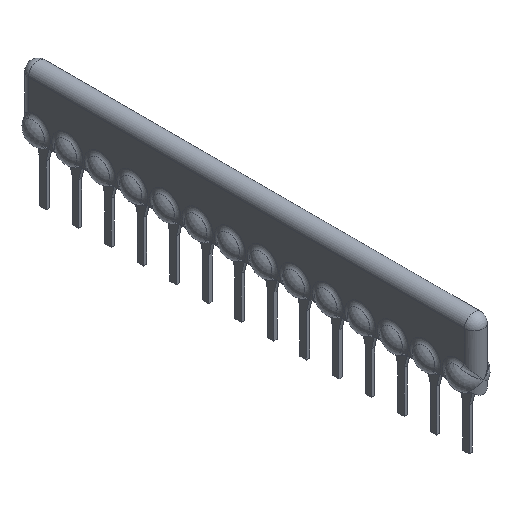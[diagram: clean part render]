
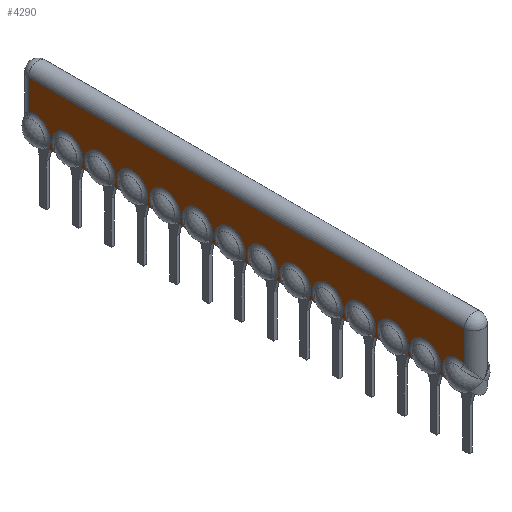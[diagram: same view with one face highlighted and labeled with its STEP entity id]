
A CAD part, isometric view. The second image highlights one B-rep face of the part: STEP entity #4290.
In plain terms, the highlighted planar face has unit normal (-1, 0, 0).
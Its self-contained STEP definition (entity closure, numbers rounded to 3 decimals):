
#435=CARTESIAN_POINT('',(-0.75,0.75,
1.112));
#597=DIRECTION('',(0.,1.,0.));
#598=VECTOR('',#597,0.409);
#599=CARTESIAN_POINT('',(-0.75,4.851,-0.589));
#600=LINE('',#599,#598);
#601=DIRECTION('',(0.,1.,0.));
#602=VECTOR('',#601,0.409);
#603=CARTESIAN_POINT('',(-0.75,7.391,-0.589));
#604=LINE('',#603,#602);
#605=DIRECTION('',(0.,1.,0.));
#606=VECTOR('',#605,0.409);
#607=CARTESIAN_POINT('',(-0.75,9.931,-0.589));
#608=LINE('',#607,#606);
#609=DIRECTION('',(0.,1.,0.));
#610=VECTOR('',#609,0.409);
#611=CARTESIAN_POINT('',(-0.75,12.471,-0.589));
#612=LINE('',#611,#610);
#613=DIRECTION('',(0.,1.,0.));
#614=VECTOR('',#613,0.409);
#615=CARTESIAN_POINT('',(-0.75,15.011,-0.589));
#616=LINE('',#615,#614);
#617=DIRECTION('',(0.,1.,0.));
#618=VECTOR('',#617,0.409);
#619=CARTESIAN_POINT('',(-0.75,17.551,-0.589));
#620=LINE('',#619,#618);
#621=DIRECTION('',(0.,1.,0.));
#622=VECTOR('',#621,0.409);
#623=CARTESIAN_POINT('',(-0.75,20.091,-0.589));
#624=LINE('',#623,#622);
#625=DIRECTION('',(0.,1.,0.));
#626=VECTOR('',#625,0.409);
#627=CARTESIAN_POINT('',(-0.75,22.631,-0.589));
#628=LINE('',#627,#626);
#629=DIRECTION('',(0.,1.,0.));
#630=VECTOR('',#629,0.409);
#631=CARTESIAN_POINT('',(-0.75,25.171,-0.589));
#632=LINE('',#631,#630);
#633=DIRECTION('',(0.,1.,0.));
#634=VECTOR('',#633,0.409);
#635=CARTESIAN_POINT('',(-0.75,27.711,-0.589));
#636=LINE('',#635,#634);
#637=DIRECTION('',(0.,1.,0.));
#638=VECTOR('',#637,0.409);
#639=CARTESIAN_POINT('',(-0.75,30.251,-0.589));
#640=LINE('',#639,#638);
#641=DIRECTION('',(0.,1.,0.));
#642=VECTOR('',#641,0.409);
#643=CARTESIAN_POINT('',(-0.75,32.791,-0.589));
#644=LINE('',#643,#642);
#645=CARTESIAN_POINT('',(-0.75,34.265,0.));
#646=DIRECTION('',(1.,0.,0.));
#647=DIRECTION('',(0.,0.407,0.914));
#648=AXIS2_PLACEMENT_3D('',#645,#646,#647);
#650=DIRECTION('',(0.,0.,1.));
#651=VECTOR('',#650,2.353);
#652=CARTESIAN_POINT('',(-0.75,34.76,1.112));
#653=LINE('',#652,#651);
#654=DIRECTION('',(0.,0.,-1.));
#655=VECTOR('',#654,2.353);
#656=CARTESIAN_POINT('',(-0.75,0.75,3.465));
#657=LINE('',#656,#655);
#658=CARTESIAN_POINT('',(-0.75,1.245,0.));
#659=DIRECTION('',(1.,0.,0.));
#660=DIRECTION('',(0.,0.875,-0.484));
#661=AXIS2_PLACEMENT_3D('',#658,#659,#660);
#663=DIRECTION('',(0.,1.,0.));
#664=VECTOR('',#663,0.409);
#665=CARTESIAN_POINT('',(-0.75,2.311,-0.589));
#666=LINE('',#665,#664);
#667=CARTESIAN_POINT('',(-0.75,3.785,0.));
#668=DIRECTION('',(1.,0.,0.));
#669=DIRECTION('',(0.,0.875,-0.484));
#670=AXIS2_PLACEMENT_3D('',#667,#668,#669);
#799=CARTESIAN_POINT('',(-0.75,6.325,0.));
#800=DIRECTION('',(1.,0.,0.));
#801=DIRECTION('',(0.,0.875,-0.484));
#802=AXIS2_PLACEMENT_3D('',#799,#800,#801);
#965=CARTESIAN_POINT('',(-0.75,8.865,0.));
#966=DIRECTION('',(1.,0.,0.));
#967=DIRECTION('',(0.,0.875,-0.484));
#968=AXIS2_PLACEMENT_3D('',#965,#966,#967);
#1126=CARTESIAN_POINT('',(-0.75,11.405,0.));
#1127=DIRECTION('',(1.,0.,0.));
#1128=DIRECTION('',(0.,0.875,-0.484));
#1129=AXIS2_PLACEMENT_3D('',#1126,#1127,#1128);
#1292=CARTESIAN_POINT('',(-0.75,13.945,0.));
#1293=DIRECTION('',(1.,0.,0.));
#1294=DIRECTION('',(0.,0.875,-0.484));
#1295=AXIS2_PLACEMENT_3D('',#1292,#1293,#1294);
#1458=CARTESIAN_POINT('',(-0.75,16.485,0.));
#1459=DIRECTION('',(1.,0.,0.));
#1460=DIRECTION('',(0.,0.875,-0.484));
#1461=AXIS2_PLACEMENT_3D('',#1458,#1459,#1460);
#1624=CARTESIAN_POINT('',(-0.75,19.025,0.));
#1625=DIRECTION('',(1.,0.,0.));
#1626=DIRECTION('',(0.,0.875,-0.484));
#1627=AXIS2_PLACEMENT_3D('',#1624,#1625,#1626);
#1790=CARTESIAN_POINT('',(-0.75,21.565,0.));
#1791=DIRECTION('',(1.,0.,0.));
#1792=DIRECTION('',(0.,0.875,-0.484));
#1793=AXIS2_PLACEMENT_3D('',#1790,#1791,#1792);
#1956=CARTESIAN_POINT('',(-0.75,24.105,0.));
#1957=DIRECTION('',(1.,0.,0.));
#1958=DIRECTION('',(0.,0.875,-0.484));
#1959=AXIS2_PLACEMENT_3D('',#1956,#1957,#1958);
#2122=CARTESIAN_POINT('',(-0.75,26.645,0.));
#2123=DIRECTION('',(1.,0.,0.));
#2124=DIRECTION('',(0.,0.875,-0.484));
#2125=AXIS2_PLACEMENT_3D('',#2122,#2123,#2124);
#2288=CARTESIAN_POINT('',(-0.75,29.185,0.));
#2289=DIRECTION('',(1.,0.,0.));
#2290=DIRECTION('',(0.,0.875,-0.484));
#2291=AXIS2_PLACEMENT_3D('',#2288,#2289,#2290);
#2454=CARTESIAN_POINT('',(-0.75,31.725,0.));
#2455=DIRECTION('',(1.,0.,0.));
#2456=DIRECTION('',(0.,0.875,-0.484));
#2457=AXIS2_PLACEMENT_3D('',#2454,#2455,#2456);
#2660=CARTESIAN_POINT('',(-0.75,34.76,
1.112));
#2724=DIRECTION('',(0.,1.,0.));
#2725=VECTOR('',#2724,34.01);
#2726=CARTESIAN_POINT('',(-0.75,0.75,3.465));
#2727=LINE('',#2726,#2725);
#2865=CARTESIAN_POINT('',(-0.75,34.76,3.465));
#2867=VERTEX_POINT('',#2865);
#2869=CARTESIAN_POINT('',(-0.75,0.75,3.465));
#2870=VERTEX_POINT('',#2869);
#2877=VERTEX_POINT('',#435);
#2880=CARTESIAN_POINT('',(-0.75,2.311,-0.589));
#2881=VERTEX_POINT('',#2880);
#2899=CARTESIAN_POINT('',(-0.75,4.851,-0.589));
#2900=CARTESIAN_POINT('',(-0.75,5.259,-0.589));
#2901=VERTEX_POINT('',#2899);
#2902=VERTEX_POINT('',#2900);
#2907=CARTESIAN_POINT('',(-0.75,2.719,-0.589));
#2908=VERTEX_POINT('',#2907);
#2921=VERTEX_POINT('',#2660);
#2924=CARTESIAN_POINT('',(-0.75,33.199,-0.589));
#2925=VERTEX_POINT('',#2924);
#2932=CARTESIAN_POINT('',(-0.75,7.391,-0.589));
#2933=CARTESIAN_POINT('',(-0.75,7.799,-0.589));
#2934=VERTEX_POINT('',#2932);
#2935=VERTEX_POINT('',#2933);
#2936=CARTESIAN_POINT('',(-0.75,9.931,-0.589));
#2937=CARTESIAN_POINT('',(-0.75,10.339,-0.589));
#2938=VERTEX_POINT('',#2936);
#2939=VERTEX_POINT('',#2937);
#2940=CARTESIAN_POINT('',(-0.75,12.471,-0.589));
#2941=CARTESIAN_POINT('',(-0.75,12.879,-0.589));
#2942=VERTEX_POINT('',#2940);
#2943=VERTEX_POINT('',#2941);
#2944=CARTESIAN_POINT('',(-0.75,15.011,-0.589));
#2945=CARTESIAN_POINT('',(-0.75,15.419,-0.589));
#2946=VERTEX_POINT('',#2944);
#2947=VERTEX_POINT('',#2945);
#2948=CARTESIAN_POINT('',(-0.75,17.551,-0.589));
#2949=CARTESIAN_POINT('',(-0.75,17.959,-0.589));
#2950=VERTEX_POINT('',#2948);
#2951=VERTEX_POINT('',#2949);
#2952=CARTESIAN_POINT('',(-0.75,20.091,-0.589));
#2953=CARTESIAN_POINT('',(-0.75,20.499,-0.589));
#2954=VERTEX_POINT('',#2952);
#2955=VERTEX_POINT('',#2953);
#2956=CARTESIAN_POINT('',(-0.75,22.631,-0.589));
#2957=CARTESIAN_POINT('',(-0.75,23.039,-0.589));
#2958=VERTEX_POINT('',#2956);
#2959=VERTEX_POINT('',#2957);
#2960=CARTESIAN_POINT('',(-0.75,25.171,-0.589));
#2961=CARTESIAN_POINT('',(-0.75,25.579,-0.589));
#2962=VERTEX_POINT('',#2960);
#2963=VERTEX_POINT('',#2961);
#2964=CARTESIAN_POINT('',(-0.75,27.711,-0.589));
#2965=CARTESIAN_POINT('',(-0.75,28.119,-0.589));
#2966=VERTEX_POINT('',#2964);
#2967=VERTEX_POINT('',#2965);
#2968=CARTESIAN_POINT('',(-0.75,30.251,-0.589));
#2969=CARTESIAN_POINT('',(-0.75,30.659,-0.589));
#2970=VERTEX_POINT('',#2968);
#2971=VERTEX_POINT('',#2969);
#2972=CARTESIAN_POINT('',(-0.75,32.791,-0.589));
#2973=VERTEX_POINT('',#2972);
#4238=CARTESIAN_POINT('',(-0.75,0.,-0.589));
#4239=DIRECTION('',(-1.,0.,0.));
#4240=DIRECTION('',(0.,0.,1.));
#4241=AXIS2_PLACEMENT_3D('',#4238,#4239,#4240);
#4242=PLANE('',#4241);
#4244=ORIENTED_EDGE('',*,*,#4243,.F.);
#4245=ORIENTED_EDGE('',*,*,#3705,.T.);
#4247=ORIENTED_EDGE('',*,*,#4246,.F.);
#4248=ORIENTED_EDGE('',*,*,#3986,.T.);
#4250=ORIENTED_EDGE('',*,*,#4249,.F.);
#4251=ORIENTED_EDGE('',*,*,#3956,.T.);
#4253=ORIENTED_EDGE('',*,*,#4252,.F.);
#4254=ORIENTED_EDGE('',*,*,#3933,.T.);
#4256=ORIENTED_EDGE('',*,*,#4255,.F.);
#4257=ORIENTED_EDGE('',*,*,#3910,.T.);
#4259=ORIENTED_EDGE('',*,*,#4258,.F.);
#4260=ORIENTED_EDGE('',*,*,#3887,.T.);
#4262=ORIENTED_EDGE('',*,*,#4261,.F.);
#4263=ORIENTED_EDGE('',*,*,#3864,.T.);
#4265=ORIENTED_EDGE('',*,*,#4264,.F.);
#4266=ORIENTED_EDGE('',*,*,#3841,.T.);
#4268=ORIENTED_EDGE('',*,*,#4267,.F.);
#4269=ORIENTED_EDGE('',*,*,#3818,.T.);
#4271=ORIENTED_EDGE('',*,*,#4270,.F.);
#4272=ORIENTED_EDGE('',*,*,#3795,.T.);
#4274=ORIENTED_EDGE('',*,*,#4273,.F.);
#4275=ORIENTED_EDGE('',*,*,#3773,.T.);
#4277=ORIENTED_EDGE('',*,*,#4276,.F.);
#4278=ORIENTED_EDGE('',*,*,#3751,.T.);
#4280=ORIENTED_EDGE('',*,*,#4279,.F.);
#4282=ORIENTED_EDGE('',*,*,#4281,.T.);
#4284=ORIENTED_EDGE('',*,*,#4283,.F.);
#4285=ORIENTED_EDGE('',*,*,#4019,.T.);
#4286=ORIENTED_EDGE('',*,*,#4229,.F.);
#4287=ORIENTED_EDGE('',*,*,#3721,.T.);
#4288=EDGE_LOOP('',(#4244,#4245,#4247,#4248,#4250,#4251,#4253,#4254,#4256,#4257,
#4259,#4260,#4262,#4263,#4265,#4266,#4268,#4269,#4271,#4272,#4274,#4275,#4277,
#4278,#4280,#4282,#4284,#4285,#4286,#4287));
#4289=FACE_OUTER_BOUND('',#4288,.F.);
#649=CIRCLE('',#648,1.218);
#662=CIRCLE('',#661,1.218);
#671=CIRCLE('',#670,1.218);
#803=CIRCLE('',#802,1.218);
#969=CIRCLE('',#968,1.218);
#1130=CIRCLE('',#1129,1.218);
#1296=CIRCLE('',#1295,1.218);
#1462=CIRCLE('',#1461,1.218);
#1628=CIRCLE('',#1627,1.218);
#1794=CIRCLE('',#1793,1.218);
#1960=CIRCLE('',#1959,1.218);
#2126=CIRCLE('',#2125,1.218);
#2292=CIRCLE('',#2291,1.218);
#2458=CIRCLE('',#2457,1.218);
#3705=EDGE_CURVE('',#2901,#2902,#600,.T.);
#3721=EDGE_CURVE('',#2881,#2908,#666,.T.);
#3751=EDGE_CURVE('',#2973,#2925,#644,.T.);
#3773=EDGE_CURVE('',#2970,#2971,#640,.T.);
#3795=EDGE_CURVE('',#2966,#2967,#636,.T.);
#3818=EDGE_CURVE('',#2962,#2963,#632,.T.);
#3841=EDGE_CURVE('',#2958,#2959,#628,.T.);
#3864=EDGE_CURVE('',#2954,#2955,#624,.T.);
#3887=EDGE_CURVE('',#2950,#2951,#620,.T.);
#3910=EDGE_CURVE('',#2946,#2947,#616,.T.);
#3933=EDGE_CURVE('',#2942,#2943,#612,.T.);
#3956=EDGE_CURVE('',#2938,#2939,#608,.T.);
#3986=EDGE_CURVE('',#2934,#2935,#604,.T.);
#4019=EDGE_CURVE('',#2870,#2877,#657,.T.);
#4229=EDGE_CURVE('',#2881,#2877,#662,.T.);
#4243=EDGE_CURVE('',#2901,#2908,#671,.T.);
#4246=EDGE_CURVE('',#2934,#2902,#803,.T.);
#4249=EDGE_CURVE('',#2938,#2935,#969,.T.);
#4252=EDGE_CURVE('',#2942,#2939,#1130,.T.);
#4255=EDGE_CURVE('',#2946,#2943,#1296,.T.);
#4258=EDGE_CURVE('',#2950,#2947,#1462,.T.);
#4261=EDGE_CURVE('',#2954,#2951,#1628,.T.);
#4264=EDGE_CURVE('',#2958,#2955,#1794,.T.);
#4267=EDGE_CURVE('',#2962,#2959,#1960,.T.);
#4270=EDGE_CURVE('',#2966,#2963,#2126,.T.);
#4273=EDGE_CURVE('',#2970,#2967,#2292,.T.);
#4276=EDGE_CURVE('',#2973,#2971,#2458,.T.);
#4279=EDGE_CURVE('',#2921,#2925,#649,.T.);
#4281=EDGE_CURVE('',#2921,#2867,#653,.T.);
#4283=EDGE_CURVE('',#2870,#2867,#2727,.T.);
#4290=ADVANCED_FACE('',(#4289),#4242,.T.);
